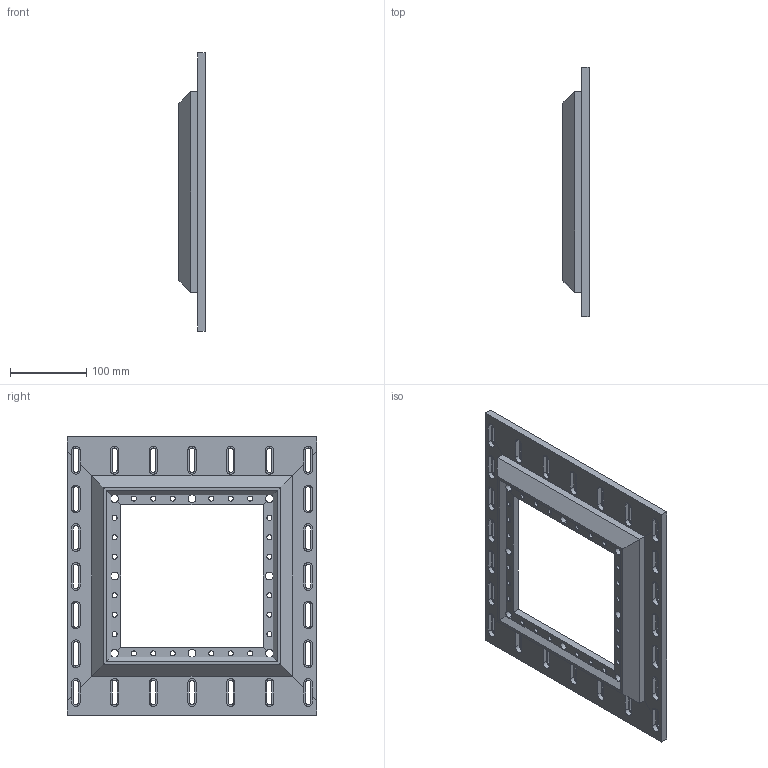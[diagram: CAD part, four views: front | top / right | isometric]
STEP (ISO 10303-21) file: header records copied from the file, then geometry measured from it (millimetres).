
FILE_DESCRIPTION (( 'STEP AP214' ), '1' );
FILE_NAME ('Cube base Mount - Slots.STEP', '2024-06-14T00:13:48', ( '' ), ( '' ), 'SwSTEP 2.0', 'SolidWorks 2023', '' );
FILE_SCHEMA (( 'AUTOMOTIVE_DESIGN' ));
Length unit declared in the file: millimetre
Products named in the file (1): Cube base Mount - Slots
Bounding box: 34.29 x 327.15 x 365.25 mm (x, y, z)
Volume: 1040927.4 mm3; surface area: 235899.7 mm2
Topology: 1 solids, 1 shells, 456 faces, 1244 edges, 816 vertices
Faces by surface type: cylinder 256, plane 200
Entity records: 14833 total; most frequent: DIRECTION 2674, CARTESIAN_POINT 2571, ORIENTED_EDGE 2488, EDGE_CURVE 1244, AXIS2_PLACEMENT_3D 991, VERTEX_POINT 816, LINE 692, VECTOR 692
